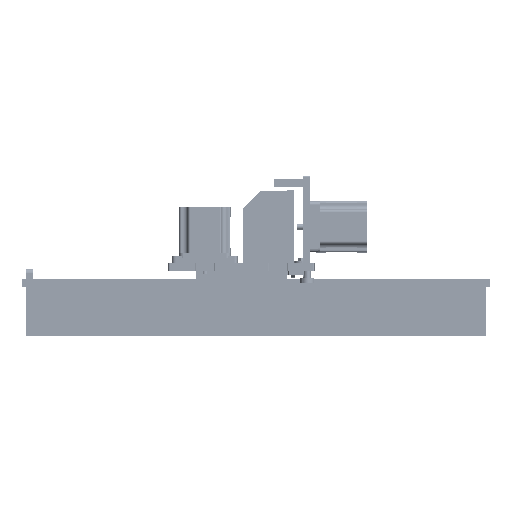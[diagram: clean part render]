
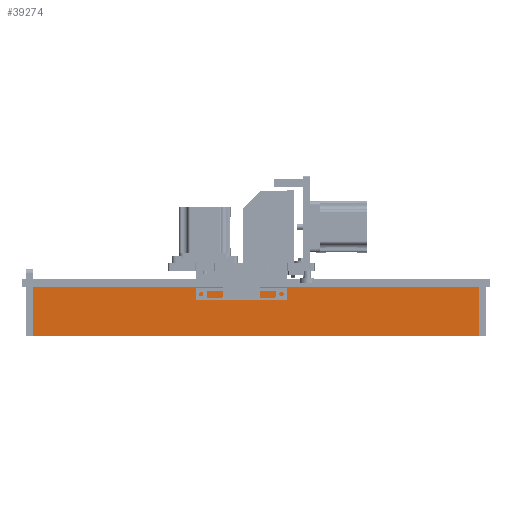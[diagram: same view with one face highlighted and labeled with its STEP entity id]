
A CAD part, front view. The second image highlights one B-rep face of the part: STEP entity #39274.
In plain terms, the highlighted face is planar.
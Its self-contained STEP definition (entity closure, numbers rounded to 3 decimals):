
#1996=PLANE('',#41716);
#2950=FACE_OUTER_BOUND('',#4955,.T.);
#4955=EDGE_LOOP('',(#27461,#27462,#27463,#27464,#27465,#27466,#27467,#27468,
#27469,#27470,#27471,#27472,#27473,#27474,#27475,#27476,#27477,#27478,#27479,
#27480));
#8523=LINE('',#58095,#12051);
#8527=LINE('',#58102,#12055);
#8530=LINE('',#58108,#12058);
#8533=LINE('',#58114,#12061);
#8536=LINE('',#58120,#12064);
#8539=LINE('',#58126,#12067);
#8542=LINE('',#58132,#12070);
#8545=LINE('',#58138,#12073);
#8548=LINE('',#58144,#12076);
#8551=LINE('',#58150,#12079);
#8554=LINE('',#58156,#12082);
#8557=LINE('',#58162,#12085);
#8560=LINE('',#58168,#12088);
#8563=LINE('',#58174,#12091);
#8566=LINE('',#58180,#12094);
#8569=LINE('',#58186,#12097);
#8572=LINE('',#58192,#12100);
#8575=LINE('',#58198,#12103);
#8578=LINE('',#58204,#12106);
#8580=LINE('',#58207,#12108);
#12051=VECTOR('',#46212,10.);
#12055=VECTOR('',#46218,10.);
#12058=VECTOR('',#46223,10.);
#12061=VECTOR('',#46228,10.);
#12064=VECTOR('',#46233,10.);
#12067=VECTOR('',#46238,10.);
#12070=VECTOR('',#46243,10.);
#12073=VECTOR('',#46248,10.);
#12076=VECTOR('',#46253,10.);
#12079=VECTOR('',#46258,10.);
#12082=VECTOR('',#46263,10.);
#12085=VECTOR('',#46268,10.);
#12088=VECTOR('',#46273,10.);
#12091=VECTOR('',#46278,10.);
#12094=VECTOR('',#46283,10.);
#12097=VECTOR('',#46288,10.);
#12100=VECTOR('',#46293,10.);
#12103=VECTOR('',#46298,10.);
#12106=VECTOR('',#46303,10.);
#12108=VECTOR('',#46307,10.);
#17647=VERTEX_POINT('',#58092);
#17648=VERTEX_POINT('',#58094);
#17650=VERTEX_POINT('',#58100);
#17652=VERTEX_POINT('',#58106);
#17654=VERTEX_POINT('',#58112);
#17656=VERTEX_POINT('',#58118);
#17658=VERTEX_POINT('',#58124);
#17660=VERTEX_POINT('',#58130);
#17662=VERTEX_POINT('',#58136);
#17664=VERTEX_POINT('',#58142);
#17666=VERTEX_POINT('',#58148);
#17668=VERTEX_POINT('',#58154);
#17670=VERTEX_POINT('',#58160);
#17672=VERTEX_POINT('',#58166);
#17674=VERTEX_POINT('',#58172);
#17676=VERTEX_POINT('',#58178);
#17678=VERTEX_POINT('',#58184);
#17680=VERTEX_POINT('',#58190);
#17682=VERTEX_POINT('',#58196);
#17684=VERTEX_POINT('',#58202);
#21497=EDGE_CURVE('',#17647,#17648,#8523,.T.);
#21501=EDGE_CURVE('',#17650,#17647,#8527,.T.);
#21504=EDGE_CURVE('',#17652,#17650,#8530,.T.);
#21507=EDGE_CURVE('',#17654,#17652,#8533,.T.);
#21510=EDGE_CURVE('',#17656,#17654,#8536,.T.);
#21513=EDGE_CURVE('',#17658,#17656,#8539,.T.);
#21516=EDGE_CURVE('',#17660,#17658,#8542,.T.);
#21519=EDGE_CURVE('',#17662,#17660,#8545,.T.);
#21522=EDGE_CURVE('',#17664,#17662,#8548,.T.);
#21525=EDGE_CURVE('',#17666,#17664,#8551,.T.);
#21528=EDGE_CURVE('',#17668,#17666,#8554,.T.);
#21531=EDGE_CURVE('',#17670,#17668,#8557,.T.);
#21534=EDGE_CURVE('',#17672,#17670,#8560,.T.);
#21537=EDGE_CURVE('',#17674,#17672,#8563,.T.);
#21540=EDGE_CURVE('',#17676,#17674,#8566,.T.);
#21543=EDGE_CURVE('',#17678,#17676,#8569,.T.);
#21546=EDGE_CURVE('',#17680,#17678,#8572,.T.);
#21549=EDGE_CURVE('',#17682,#17680,#8575,.T.);
#21552=EDGE_CURVE('',#17684,#17682,#8578,.T.);
#21554=EDGE_CURVE('',#17648,#17684,#8580,.T.);
#27461=ORIENTED_EDGE('',*,*,#21554,.F.);
#27462=ORIENTED_EDGE('',*,*,#21497,.F.);
#27463=ORIENTED_EDGE('',*,*,#21501,.F.);
#27464=ORIENTED_EDGE('',*,*,#21504,.F.);
#27465=ORIENTED_EDGE('',*,*,#21507,.F.);
#27466=ORIENTED_EDGE('',*,*,#21510,.F.);
#27467=ORIENTED_EDGE('',*,*,#21513,.F.);
#27468=ORIENTED_EDGE('',*,*,#21516,.F.);
#27469=ORIENTED_EDGE('',*,*,#21519,.F.);
#27470=ORIENTED_EDGE('',*,*,#21522,.F.);
#27471=ORIENTED_EDGE('',*,*,#21525,.F.);
#27472=ORIENTED_EDGE('',*,*,#21528,.F.);
#27473=ORIENTED_EDGE('',*,*,#21531,.F.);
#27474=ORIENTED_EDGE('',*,*,#21534,.F.);
#27475=ORIENTED_EDGE('',*,*,#21537,.F.);
#27476=ORIENTED_EDGE('',*,*,#21540,.F.);
#27477=ORIENTED_EDGE('',*,*,#21543,.F.);
#27478=ORIENTED_EDGE('',*,*,#21546,.F.);
#27479=ORIENTED_EDGE('',*,*,#21549,.F.);
#27480=ORIENTED_EDGE('',*,*,#21552,.F.);
#39274=ADVANCED_FACE('',(#2950),#1996,.F.);
#41716=AXIS2_PLACEMENT_3D('',#58208,#46308,#46309);
#46212=DIRECTION('',(0.,0.,1.));
#46218=DIRECTION('',(1.,0.,0.));
#46223=DIRECTION('',(0.,0.,-1.));
#46228=DIRECTION('',(1.,0.,0.));
#46233=DIRECTION('',(0.,0.,-1.));
#46238=DIRECTION('',(1.,0.,0.));
#46243=DIRECTION('',(0.,0.,-1.));
#46248=DIRECTION('',(-1.,0.,0.));
#46253=DIRECTION('',(0.,0.,-1.));
#46258=DIRECTION('',(-1.,0.,0.));
#46263=DIRECTION('',(0.,0.,1.));
#46268=DIRECTION('',(-1.,0.,0.));
#46273=DIRECTION('',(0.,0.,1.));
#46278=DIRECTION('',(1.,0.,0.));
#46283=DIRECTION('',(0.,0.,1.));
#46288=DIRECTION('',(1.,0.,0.));
#46293=DIRECTION('',(0.,0.,1.));
#46298=DIRECTION('',(1.,0.,0.));
#46303=DIRECTION('',(0.,0.,-1.));
#46307=DIRECTION('',(1.,0.,0.));
#46308=DIRECTION('center_axis',(0.,-1.,0.));
#46309=DIRECTION('ref_axis',(0.,0.,-1.));
#58092=CARTESIAN_POINT('',(56.25,524.191,-62.5));
#58094=CARTESIAN_POINT('',(56.25,524.191,-54.));
#58095=CARTESIAN_POINT('',(56.25,524.191,-54.));
#58100=CARTESIAN_POINT('',(40.25,524.191,-62.5));
#58102=CARTESIAN_POINT('',(56.25,524.191,-62.5));
#58106=CARTESIAN_POINT('',(40.25,524.191,-54.));
#58108=CARTESIAN_POINT('',(40.25,524.191,-62.5));
#58112=CARTESIAN_POINT('',(4.25,524.191,-54.));
#58114=CARTESIAN_POINT('',(4.25,524.191,-54.));
#58118=CARTESIAN_POINT('',(4.25,524.191,-35.));
#58120=CARTESIAN_POINT('',(4.25,524.191,-35.));
#58124=CARTESIAN_POINT('',(-4.25,524.191,-35.));
#58126=CARTESIAN_POINT('',(-4.25,524.191,-35.));
#58130=CARTESIAN_POINT('',(-4.25,524.191,-19.));
#58132=CARTESIAN_POINT('',(-4.25,524.191,-19.));
#58136=CARTESIAN_POINT('',(4.25,524.191,-19.));
#58138=CARTESIAN_POINT('',(4.25,524.191,-19.));
#58142=CARTESIAN_POINT('',(4.25,524.191,0.));
#58144=CARTESIAN_POINT('',(4.25,524.191,0.));
#58148=CARTESIAN_POINT('',(491.25,524.191,0.));
#58150=CARTESIAN_POINT('',(4.25,524.191,0.));
#58154=CARTESIAN_POINT('',(491.25,524.191,-19.));
#58156=CARTESIAN_POINT('',(491.25,524.191,0.));
#58160=CARTESIAN_POINT('',(499.75,524.191,-19.));
#58162=CARTESIAN_POINT('',(491.25,524.191,-19.));
#58166=CARTESIAN_POINT('',(499.75,524.191,-35.));
#58168=CARTESIAN_POINT('',(499.75,524.191,-19.));
#58172=CARTESIAN_POINT('',(491.25,524.191,-35.));
#58174=CARTESIAN_POINT('',(499.75,524.191,-35.));
#58178=CARTESIAN_POINT('',(491.25,524.191,-54.));
#58180=CARTESIAN_POINT('',(491.25,524.191,-54.));
#58184=CARTESIAN_POINT('',(455.25,524.191,-54.));
#58186=CARTESIAN_POINT('',(4.25,524.191,-54.));
#58190=CARTESIAN_POINT('',(455.25,524.191,-62.5));
#58192=CARTESIAN_POINT('',(455.25,524.191,-62.5));
#58196=CARTESIAN_POINT('',(439.25,524.191,-62.5));
#58198=CARTESIAN_POINT('',(439.25,524.191,-62.5));
#58202=CARTESIAN_POINT('',(439.25,524.191,-54.));
#58204=CARTESIAN_POINT('',(439.25,524.191,-54.));
#58207=CARTESIAN_POINT('',(4.25,524.191,-54.));
#58208=CARTESIAN_POINT('Origin',(247.75,524.191,-31.25));
